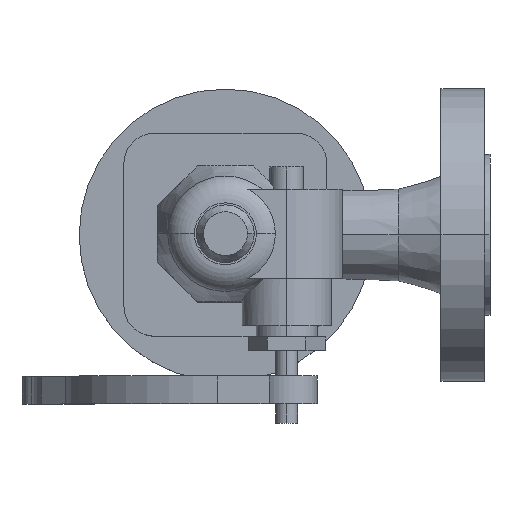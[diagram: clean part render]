
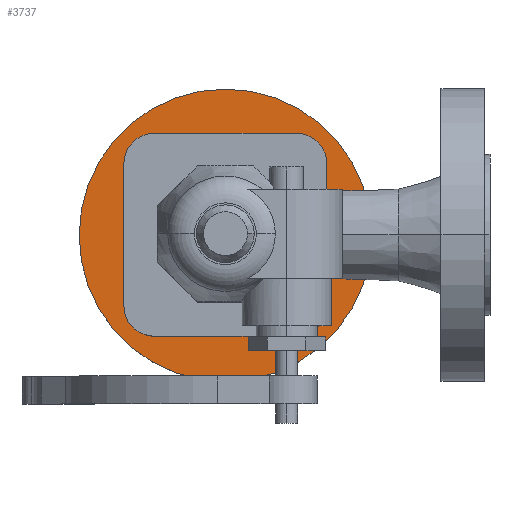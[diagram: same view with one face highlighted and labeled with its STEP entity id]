
A CAD part, top view. The second image highlights one B-rep face of the part: STEP entity #3737.
In plain terms, the highlighted planar face has unit normal (0, 0, 1).
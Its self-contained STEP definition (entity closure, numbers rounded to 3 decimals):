
#1743=CARTESIAN_POINT('',(52.5,-0.,17.6));
#1744=VERTEX_POINT('',#1743);
#1745=CARTESIAN_POINT('',(-52.5,0.,17.6));
#1746=VERTEX_POINT('',#1745);
#1747=CARTESIAN_POINT('',(0.,-0.,17.6));
#1748=DIRECTION('',(-0.,0.,-1.));
#1749=DIRECTION('',(-1.,0.,0.));
#1750=AXIS2_PLACEMENT_3D('',#1747,#1748,#1749);
#1751=CIRCLE('',#1750,52.5);
#1752=EDGE_CURVE('',#1744,#1746,#1751,.T.);
#1785=CARTESIAN_POINT('',(21.,0.,17.6));
#1786=VERTEX_POINT('',#1785);
#1787=CARTESIAN_POINT('',(-21.,-0.,17.6));
#1788=VERTEX_POINT('',#1787);
#1789=CARTESIAN_POINT('',(0.,-0.,17.6));
#1790=DIRECTION('',(0.,0.,-1.));
#1791=DIRECTION('',(-1.,0.,0.));
#1792=AXIS2_PLACEMENT_3D('',#1789,#1790,#1791);
#1793=CIRCLE('',#1792,21.);
#1794=EDGE_CURVE('',#1786,#1788,#1793,.T.);
#3392=CARTESIAN_POINT('',(19.517,26.517,17.6));
#3393=VERTEX_POINT('',#3392);
#3400=CARTESIAN_POINT('',(33.517,26.517,17.6));
#3401=VERTEX_POINT('',#3400);
#3402=CARTESIAN_POINT('',(26.517,26.517,17.6));
#3403=DIRECTION('',(0.,0.,-1.));
#3404=DIRECTION('',(1.,0.,0.));
#3405=AXIS2_PLACEMENT_3D('',#3402,#3403,#3404);
#3406=CIRCLE('',#3405,7.);
#3407=EDGE_CURVE('',#3401,#3393,#3406,.T.);
#3423=CARTESIAN_POINT('',(19.517,-26.517,17.6));
#3424=VERTEX_POINT('',#3423);
#3425=CARTESIAN_POINT('',(33.517,-26.517,17.6));
#3426=VERTEX_POINT('',#3425);
#3427=CARTESIAN_POINT('',(26.517,-26.517,17.6));
#3428=DIRECTION('',(0.,0.,-1.));
#3429=DIRECTION('',(1.,0.,0.));
#3430=AXIS2_PLACEMENT_3D('',#3427,#3428,#3429);
#3431=CIRCLE('',#3430,7.);
#3432=EDGE_CURVE('',#3424,#3426,#3431,.T.);
#3476=CARTESIAN_POINT('',(-19.517,-26.517,17.6));
#3477=VERTEX_POINT('',#3476);
#3484=CARTESIAN_POINT('',(-33.517,-26.517,17.6));
#3485=VERTEX_POINT('',#3484);
#3486=CARTESIAN_POINT('',(-26.517,-26.517,17.6));
#3487=DIRECTION('',(0.,0.,-1.));
#3488=DIRECTION('',(1.,0.,0.));
#3489=AXIS2_PLACEMENT_3D('',#3486,#3487,#3488);
#3490=CIRCLE('',#3489,7.);
#3491=EDGE_CURVE('',#3485,#3477,#3490,.T.);
#3518=CARTESIAN_POINT('',(-33.517,26.517,17.6));
#3519=VERTEX_POINT('',#3518);
#3526=CARTESIAN_POINT('',(-19.517,26.517,17.6));
#3527=VERTEX_POINT('',#3526);
#3528=CARTESIAN_POINT('',(-26.517,26.517,17.6));
#3529=DIRECTION('',(0.,0.,-1.));
#3530=DIRECTION('',(1.,0.,0.));
#3531=AXIS2_PLACEMENT_3D('',#3528,#3529,#3530);
#3532=CIRCLE('',#3531,7.);
#3533=EDGE_CURVE('',#3527,#3519,#3532,.T.);
#3672=CARTESIAN_POINT('',(-36.75,0.,17.6));
#3673=DIRECTION('',(0.,-0.,1.));
#3674=DIRECTION('',(1.,-0.,-0.));
#3675=AXIS2_PLACEMENT_3D('',#3672,#3673,#3674);
#3676=PLANE('',#3675);
#3677=CARTESIAN_POINT('',(-26.517,26.517,17.6));
#3678=DIRECTION('',(0.,0.,-1.));
#3679=DIRECTION('',(1.,0.,0.));
#3680=AXIS2_PLACEMENT_3D('',#3677,#3678,#3679);
#3681=CIRCLE('',#3680,7.);
#3682=EDGE_CURVE('',#3519,#3527,#3681,.T.);
#3683=ORIENTED_EDGE('',*,*,#3682,.T.);
#3684=ORIENTED_EDGE('',*,*,#3533,.T.);
#3685=EDGE_LOOP('',(#3683,#3684));
#3686=FACE_BOUND('',#3685,.T.);
#3687=CARTESIAN_POINT('',(-26.517,-26.517,17.6));
#3688=DIRECTION('',(0.,0.,-1.));
#3689=DIRECTION('',(1.,0.,0.));
#3690=AXIS2_PLACEMENT_3D('',#3687,#3688,#3689);
#3691=CIRCLE('',#3690,7.);
#3692=EDGE_CURVE('',#3477,#3485,#3691,.T.);
#3693=ORIENTED_EDGE('',*,*,#3692,.T.);
#3694=ORIENTED_EDGE('',*,*,#3491,.T.);
#3695=EDGE_LOOP('',(#3693,#3694));
#3696=FACE_BOUND('',#3695,.T.);
#3697=ORIENTED_EDGE('',*,*,#3432,.T.);
#3698=CARTESIAN_POINT('',(26.517,-26.517,17.6));
#3699=DIRECTION('',(0.,0.,-1.));
#3700=DIRECTION('',(1.,0.,0.));
#3701=AXIS2_PLACEMENT_3D('',#3698,#3699,#3700);
#3702=CIRCLE('',#3701,7.);
#3703=EDGE_CURVE('',#3426,#3424,#3702,.T.);
#3704=ORIENTED_EDGE('',*,*,#3703,.T.);
#3705=EDGE_LOOP('',(#3697,#3704));
#3706=FACE_BOUND('',#3705,.T.);
#3707=ORIENTED_EDGE('',*,*,#3407,.T.);
#3708=CARTESIAN_POINT('',(26.517,26.517,17.6));
#3709=DIRECTION('',(0.,0.,-1.));
#3710=DIRECTION('',(1.,0.,0.));
#3711=AXIS2_PLACEMENT_3D('',#3708,#3709,#3710);
#3712=CIRCLE('',#3711,7.);
#3713=EDGE_CURVE('',#3393,#3401,#3712,.T.);
#3714=ORIENTED_EDGE('',*,*,#3713,.T.);
#3715=EDGE_LOOP('',(#3707,#3714));
#3716=FACE_BOUND('',#3715,.T.);
#3717=ORIENTED_EDGE('',*,*,#1794,.T.);
#3718=CARTESIAN_POINT('',(0.,-0.,17.6));
#3719=DIRECTION('',(0.,0.,-1.));
#3720=DIRECTION('',(-1.,0.,0.));
#3721=AXIS2_PLACEMENT_3D('',#3718,#3719,#3720);
#3722=CIRCLE('',#3721,21.);
#3723=EDGE_CURVE('',#1788,#1786,#3722,.T.);
#3724=ORIENTED_EDGE('',*,*,#3723,.T.);
#3725=EDGE_LOOP('',(#3717,#3724));
#3726=FACE_BOUND('',#3725,.T.);
#3727=ORIENTED_EDGE('',*,*,#1752,.F.);
#3728=CARTESIAN_POINT('',(0.,-0.,17.6));
#3729=DIRECTION('',(-0.,0.,-1.));
#3730=DIRECTION('',(-1.,0.,0.));
#3731=AXIS2_PLACEMENT_3D('',#3728,#3729,#3730);
#3732=CIRCLE('',#3731,52.5);
#3733=EDGE_CURVE('',#1746,#1744,#3732,.T.);
#3734=ORIENTED_EDGE('',*,*,#3733,.F.);
#3735=EDGE_LOOP('',(#3727,#3734));
#3736=FACE_BOUND('',#3735,.T.);
#3737=ADVANCED_FACE('',(#3686,#3696,#3706,#3716,#3726,#3736),#3676,.T.);
